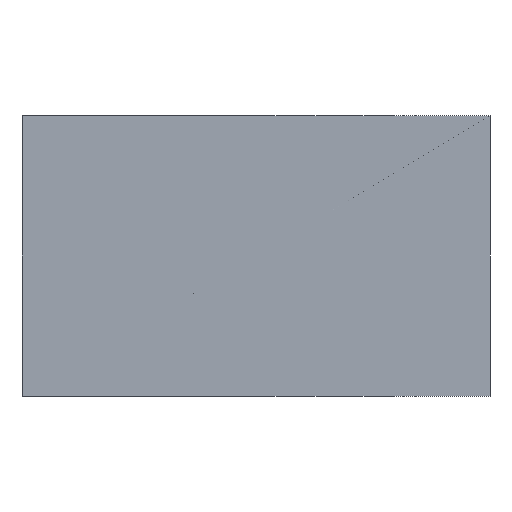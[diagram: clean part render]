
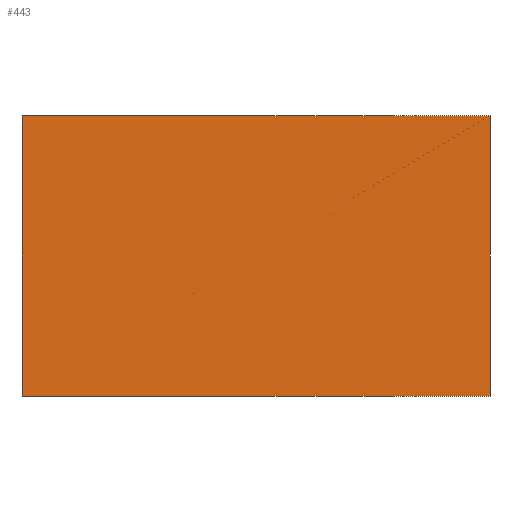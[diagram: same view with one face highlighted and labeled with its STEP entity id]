
A CAD part, front view. The second image highlights one B-rep face of the part: STEP entity #443.
In plain terms, the highlighted planar face has unit normal (0, -1, 0).
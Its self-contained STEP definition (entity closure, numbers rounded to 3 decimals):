
#2 = FACE_OUTER_BOUND ( 'NONE', #402, .T. ) ;
#4 = CARTESIAN_POINT ( 'NONE',  ( 0., 0., 7.5 ) ) ;
#27 = DIRECTION ( 'NONE',  ( 1., 0., 0. ) ) ;
#101 = VECTOR ( 'NONE', #458, 1000. ) ;
#105 = EDGE_CURVE ( 'NONE', #314, #416, #286, .T. ) ;
#138 = DIRECTION ( 'NONE',  ( 0., 0., 1. ) ) ;
#139 = LINE ( 'NONE', #575, #493 ) ;
#153 = ORIENTED_EDGE ( 'NONE', *, *, #273, .F. ) ;
#172 = AXIS2_PLACEMENT_3D ( 'NONE', #4, #448, #138 ) ;
#186 = VECTOR ( 'NONE', #27, 1000. ) ;
#190 = VERTEX_POINT ( 'NONE', #346 ) ;
#197 = EDGE_CURVE ( 'NONE', #508, #190, #375, .T. ) ;
#203 = CARTESIAN_POINT ( 'NONE',  ( 0., 0., 7.5 ) ) ;
#208 = CARTESIAN_POINT ( 'NONE',  ( 0., 0., 7.5 ) ) ;
#237 = CARTESIAN_POINT ( 'NONE',  ( 25., 0., 7.5 ) ) ;
#270 = DIRECTION ( 'NONE',  ( 1., 0., 0. ) ) ;
#273 = EDGE_CURVE ( 'NONE', #314, #508, #337, .T. ) ;
#286 = LINE ( 'NONE', #348, #101 ) ;
#309 = PLANE ( 'NONE',  #172 ) ;
#314 = VERTEX_POINT ( 'NONE', #208 ) ;
#337 = LINE ( 'NONE', #203, #186 ) ;
#341 = CARTESIAN_POINT ( 'NONE',  ( 0., 0., -7.5 ) ) ;
#345 = ORIENTED_EDGE ( 'NONE', *, *, #197, .F. ) ;
#346 = CARTESIAN_POINT ( 'NONE',  ( 25., 0., -7.5 ) ) ;
#348 = CARTESIAN_POINT ( 'NONE',  ( 0., 0., 7.5 ) ) ;
#354 = DIRECTION ( 'NONE',  ( 0., 0., -1. ) ) ;
#375 = LINE ( 'NONE', #388, #520 ) ;
#388 = CARTESIAN_POINT ( 'NONE',  ( 25., 0., 7.5 ) ) ;
#402 = EDGE_LOOP ( 'NONE', ( #476, #345, #153, #451 ) ) ;
#416 = VERTEX_POINT ( 'NONE', #341 ) ;
#443 = ADVANCED_FACE ( 'NONE', ( #2 ), #309, .F. ) ;
#448 = DIRECTION ( 'NONE',  ( 0., 1., 0. ) ) ;
#451 = ORIENTED_EDGE ( 'NONE', *, *, #105, .T. ) ;
#458 = DIRECTION ( 'NONE',  ( 0., 0., -1. ) ) ;
#476 = ORIENTED_EDGE ( 'NONE', *, *, #573, .T. ) ;
#493 = VECTOR ( 'NONE', #270, 1000. ) ;
#508 = VERTEX_POINT ( 'NONE', #237 ) ;
#520 = VECTOR ( 'NONE', #354, 1000. ) ;
#573 = EDGE_CURVE ( 'NONE', #416, #190, #139, .T. ) ;
#575 = CARTESIAN_POINT ( 'NONE',  ( 0., 0., -7.5 ) ) ;
